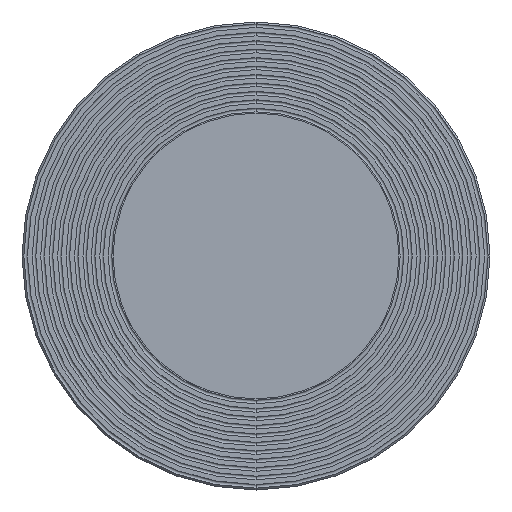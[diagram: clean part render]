
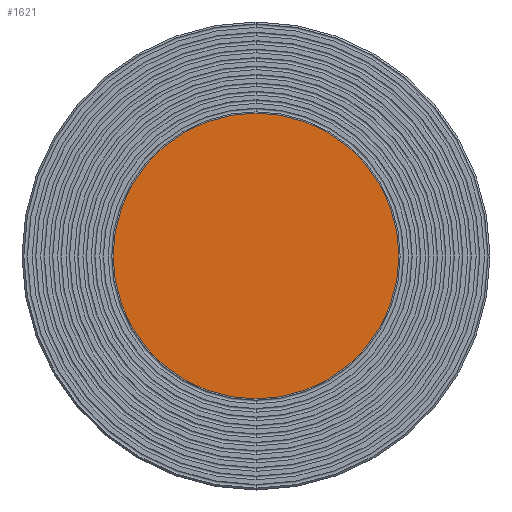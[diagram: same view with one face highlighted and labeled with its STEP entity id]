
A CAD part, front view. The second image highlights one B-rep face of the part: STEP entity #1621.
In plain terms, the highlighted planar face has unit normal (0, -1, 0).
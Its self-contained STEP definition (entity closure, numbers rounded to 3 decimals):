
#643 = EDGE_CURVE ( 'NONE', #1693, #5969, #5376, .T. ) ;
#1390 = DIRECTION ( 'NONE',  ( 0., -1., 0. ) ) ;
#1621 = ADVANCED_FACE ( 'NONE', ( #8408 ), #6243, .F. ) ;
#1693 = VERTEX_POINT ( 'NONE', #8950 ) ;
#1935 = EDGE_CURVE ( 'NONE', #5969, #1693, #2977, .T. ) ;
#2874 = CARTESIAN_POINT ( 'NONE',  ( 0., 12., 59.25 ) ) ;
#2977 = CIRCLE ( 'NONE', #6152, 59.25 ) ;
#3239 = DIRECTION ( 'NONE',  ( 0., 0., -1. ) ) ;
#3336 = CARTESIAN_POINT ( 'NONE',  ( -59.25, 12., 0. ) ) ;
#5330 = CARTESIAN_POINT ( 'NONE',  ( 0., 12., 0. ) ) ;
#5376 = CIRCLE ( 'NONE', #5679, 59.25 ) ;
#5489 = CARTESIAN_POINT ( 'NONE',  ( 0., 12., 0. ) ) ;
#5679 = AXIS2_PLACEMENT_3D ( 'NONE', #5489, #1390, #6952 ) ;
#5969 = VERTEX_POINT ( 'NONE', #2874 ) ;
#6152 = AXIS2_PLACEMENT_3D ( 'NONE', #5330, #6742, #3239 ) ;
#6243 = PLANE ( 'NONE',  #7876 ) ;
#6742 = DIRECTION ( 'NONE',  ( 0., -1., 0. ) ) ;
#6874 = ORIENTED_EDGE ( 'NONE', *, *, #1935, .T. ) ;
#6929 = ORIENTED_EDGE ( 'NONE', *, *, #643, .T. ) ;
#6940 = DIRECTION ( 'NONE',  ( 0., 1., 0. ) ) ;
#6952 = DIRECTION ( 'NONE',  ( 0., 0., -1. ) ) ;
#7669 = DIRECTION ( 'NONE',  ( 1., 0., 0. ) ) ;
#7876 = AXIS2_PLACEMENT_3D ( 'NONE', #3336, #6940, #7669 ) ;
#8380 = EDGE_LOOP ( 'NONE', ( #6929, #6874 ) ) ;
#8408 = FACE_OUTER_BOUND ( 'NONE', #8380, .T. ) ;
#8950 = CARTESIAN_POINT ( 'NONE',  ( 0., 12., -59.25 ) ) ;
